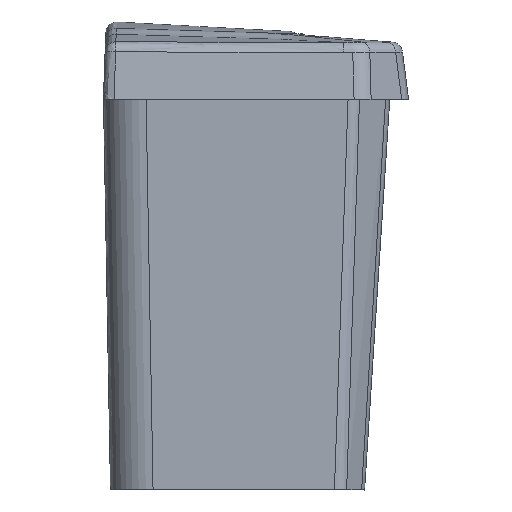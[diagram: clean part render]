
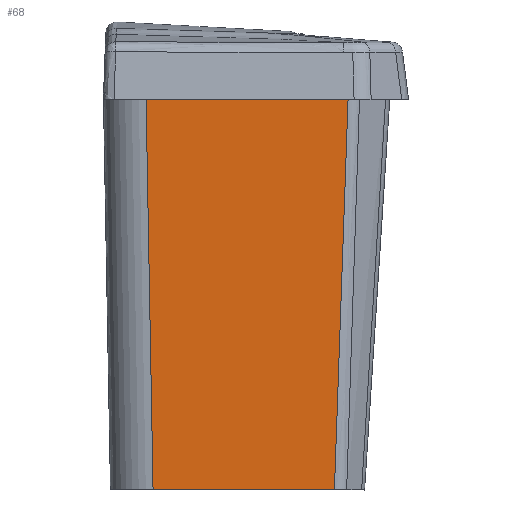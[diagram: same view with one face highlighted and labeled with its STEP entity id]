
A CAD part, left-side view. The second image highlights one B-rep face of the part: STEP entity #68.
In plain terms, the highlighted planar face has unit normal (-1, 0, -0.024).
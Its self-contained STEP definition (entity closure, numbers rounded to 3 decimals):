
#68=ADVANCED_FACE('',(#204),#2296,.T.);
#204=FACE_OUTER_BOUND('',#342,.T.);
#342=EDGE_LOOP('',(#618,#619,#620,#621));
#618=ORIENTED_EDGE('',*,*,#1322,.T.);
#619=ORIENTED_EDGE('',*,*,#1334,.T.);
#620=ORIENTED_EDGE('',*,*,#1332,.F.);
#621=ORIENTED_EDGE('',*,*,#1333,.T.);
#1322=EDGE_CURVE('',#2049,#2048,#1611,.T.);
#1332=EDGE_CURVE('',#2053,#2052,#1615,.T.);
#1333=EDGE_CURVE('',#2053,#2049,#1815,.T.);
#1334=EDGE_CURVE('',#2048,#2052,#1816,.T.);
#1611=(
BOUNDED_CURVE()
B_SPLINE_CURVE(3,(#4876,#4877,#4878,#4879,#4880,#4881,#4882,#4883,#4884),
 .UNSPECIFIED.,.F.,.F.)
B_SPLINE_CURVE_WITH_KNOTS((4,3,1,1,4),(-0.185,0.003,
72.247,144.494,280.067),.UNSPECIFIED.)
CURVE()
GEOMETRIC_REPRESENTATION_ITEM()
RATIONAL_B_SPLINE_CURVE((1.,1.,1.,1.,1.,1.,1.,1.,1.))
REPRESENTATION_ITEM('')
);
#1615=(
BOUNDED_CURVE()
B_SPLINE_CURVE(1,(#4975,#4976),.UNSPECIFIED.,.F.,.F.)
B_SPLINE_CURVE_WITH_KNOTS((2,2),(-0.535,279.592),
 .UNSPECIFIED.)
CURVE()
GEOMETRIC_REPRESENTATION_ITEM()
RATIONAL_B_SPLINE_CURVE((1.,1.))
REPRESENTATION_ITEM('')
);
#1815=B_SPLINE_CURVE_WITH_KNOTS('',1,(#4977,#4978),.UNSPECIFIED.,.F.,.F.,
(2,2),(34.992,162.729),.UNSPECIFIED.);
#1816=B_SPLINE_CURVE_WITH_KNOTS('',1,(#4979,#4980),.UNSPECIFIED.,.F.,.F.,
(2,2),(-172.484,-29.993),.UNSPECIFIED.);
#2048=VERTEX_POINT('',#3640);
#2049=VERTEX_POINT('',#3641);
#2052=VERTEX_POINT('',#3644);
#2053=VERTEX_POINT('',#3645);
#2296=PLANE('',#2350);
#2350=AXIS2_PLACEMENT_3D('',#3114,#2387,$);
#2387=DIRECTION('',(-1.,0.,-0.024));
#3114=CARTESIAN_POINT('',(-214.311,0.001,280.));
#3640=CARTESIAN_POINT('',(-214.311,-172.483,280.));
#3641=CARTESIAN_POINT('',(-207.5,-162.727,0.));
#3644=CARTESIAN_POINT('',(-214.311,-29.992,280.));
#3645=CARTESIAN_POINT('',(-207.5,-34.99,0.));
#4876=CARTESIAN_POINT('',(-207.5,-162.727,0.));
#4877=CARTESIAN_POINT('',(-207.502,-162.73,0.063));
#4878=CARTESIAN_POINT('',(-207.503,-162.732,0.125));
#4879=CARTESIAN_POINT('',(-207.505,-162.734,0.188));
#4880=CARTESIAN_POINT('',(-208.09,-163.594,24.247));
#4881=CARTESIAN_POINT('',(-209.26,-165.299,72.366));
#4882=CARTESIAN_POINT('',(-211.529,-168.558,165.637));
#4883=CARTESIAN_POINT('',(-213.213,-170.939,234.849));
#4884=CARTESIAN_POINT('',(-214.311,-172.483,280.));
#4975=CARTESIAN_POINT('',(-207.5,-34.99,0.));
#4976=CARTESIAN_POINT('',(-214.311,-29.992,280.));
#4977=CARTESIAN_POINT('',(-207.5,-34.99,0.));
#4978=CARTESIAN_POINT('',(-207.5,-162.727,0.));
#4979=CARTESIAN_POINT('',(-214.311,-172.483,280.));
#4980=CARTESIAN_POINT('',(-214.311,-29.992,280.));
